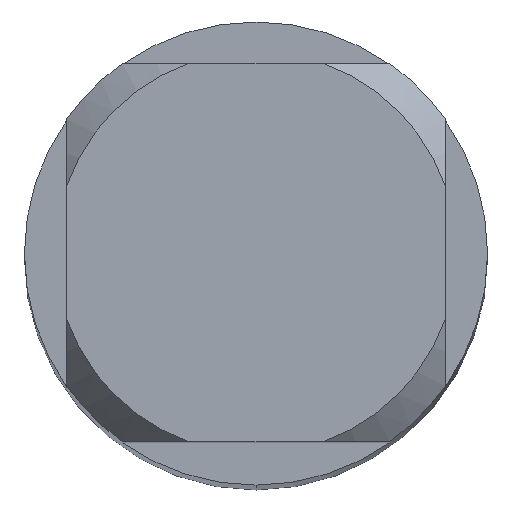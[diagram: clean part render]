
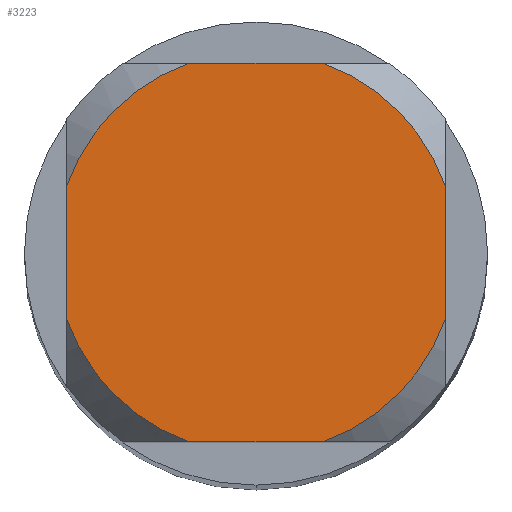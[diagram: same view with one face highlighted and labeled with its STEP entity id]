
A CAD part, top view. The second image highlights one B-rep face of the part: STEP entity #3223.
In plain terms, the highlighted planar face has unit normal (0, 0, 1).
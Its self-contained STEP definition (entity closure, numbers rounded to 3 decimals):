
#1405=VERTEX_POINT('',#4156);
#1407=VERTEX_POINT('',#4158);
#1517=EDGE_CURVE('',#3939,#2221,#4276,.T.);
#1909=VERTEX_POINT('',#4710);
#1939=VERTEX_POINT('',#4743);
#2043=EDGE_CURVE('',#1405,#2761,#4855,.T.);
#2089=EDGE_CURVE('',#3939,#1909,#4904,.T.);
#2221=VERTEX_POINT('',#5045);
#2669=EDGE_CURVE('',#1405,#1909,#5544,.T.);
#2761=VERTEX_POINT('',#5644);
#2889=EDGE_CURVE('',#1407,#2761,#5784,.T.);
#3009=EDGE_CURVE('',#1407,#3081,#5914,.T.);
#3081=VERTEX_POINT('',#5992);
#3223=ADVANCED_FACE('',(#6146),#6147,.T.);
#3477=EDGE_CURVE('',#1939,#3081,#6423,.T.);
#3939=VERTEX_POINT('',#6922);
#3963=EDGE_CURVE('',#1939,#2221,#6947,.T.);
#4156=CARTESIAN_POINT('',(-2.45,0.87,0.0));
#4158=CARTESIAN_POINT('',(-0.87,-2.45,0.0));
#4276=CIRCLE('',#7425,2.6);
#4710=CARTESIAN_POINT('',(-0.87,2.45,0.0));
#4743=CARTESIAN_POINT('',(2.45,-0.87,0.0));
#4855=LINE('',#8686,#8687);
#4904=LINE('',#9030,#9031);
#5045=CARTESIAN_POINT('',(2.45,0.87,0.0));
#5544=CIRCLE('',#10935,2.6);
#5644=CARTESIAN_POINT('',(-2.45,-0.87,0.0));
#5784=CIRCLE('',#11575,2.6);
#5914=LINE('',#11970,#11971);
#5992=CARTESIAN_POINT('',(0.87,-2.45,0.0));
#6146=FACE_OUTER_BOUND('',#12461,.T.);
#6147=PLANE('',#12462);
#6423=CIRCLE('',#13046,2.6);
#6922=CARTESIAN_POINT('',(0.87,2.45,0.0));
#6947=LINE('',#14959,#14960);
#7425=AXIS2_PLACEMENT_3D('',#15427,#15428,#15429);
#8686=CARTESIAN_POINT('',(-2.45,0.65,0.0));
#8687=VECTOR('',#16061,1.0);
#9030=CARTESIAN_POINT('',(0.0,2.45,0.0));
#9031=VECTOR('',#16190,1.0);
#10935=AXIS2_PLACEMENT_3D('',#16888,#16889,#16890);
#11575=AXIS2_PLACEMENT_3D('',#17117,#17118,#17119);
#11970=CARTESIAN_POINT('',(0.0,-2.45,0.0));
#11971=VECTOR('',#17247,1.0);
#12461=EDGE_LOOP('',(#17481,#17482,#17483,#17484,#17485,#17486,#17487,#17488));
#12462=AXIS2_PLACEMENT_3D('',#17489,#17490,#17491);
#13046=AXIS2_PLACEMENT_3D('',#17761,#17762,#17763);
#14959=CARTESIAN_POINT('',(2.45,0.65,0.0));
#14960=VECTOR('',#18423,1.0);
#15427=CARTESIAN_POINT('',(0.0,0.0,0.0));
#15428=DIRECTION('',(0.0,0.0,-1.0));
#15429=DIRECTION('',(0.0,1.0,0.0));
#16061=DIRECTION('',(-0.0,-1.0,0.0));
#16190=DIRECTION('',(-1.0,0.0,0.0));
#16888=CARTESIAN_POINT('',(0.0,0.0,0.0));
#16889=DIRECTION('',(0.0,0.0,-1.0));
#16890=DIRECTION('',(0.0,1.0,0.0));
#17117=CARTESIAN_POINT('',(0.0,0.0,0.0));
#17118=DIRECTION('',(0.0,0.0,-1.0));
#17119=DIRECTION('',(0.0,1.0,0.0));
#17247=DIRECTION('',(1.0,0.0,0.0));
#17481=ORIENTED_EDGE('',*,*,#2043,.T.);
#17482=ORIENTED_EDGE('',*,*,#2889,.F.);
#17483=ORIENTED_EDGE('',*,*,#3009,.T.);
#17484=ORIENTED_EDGE('',*,*,#3477,.F.);
#17485=ORIENTED_EDGE('',*,*,#3963,.T.);
#17486=ORIENTED_EDGE('',*,*,#1517,.F.);
#17487=ORIENTED_EDGE('',*,*,#2089,.T.);
#17488=ORIENTED_EDGE('',*,*,#2669,.F.);
#17489=CARTESIAN_POINT('',(0.0,1.3,0.0));
#17490=DIRECTION('',(-0.0,0.0,1.0));
#17491=DIRECTION('',(0.0,-1.0,0.0));
#17761=CARTESIAN_POINT('',(0.0,0.0,0.0));
#17762=DIRECTION('',(0.0,0.0,-1.0));
#17763=DIRECTION('',(0.0,1.0,0.0));
#18423=DIRECTION('',(-0.0,1.0,0.0));
